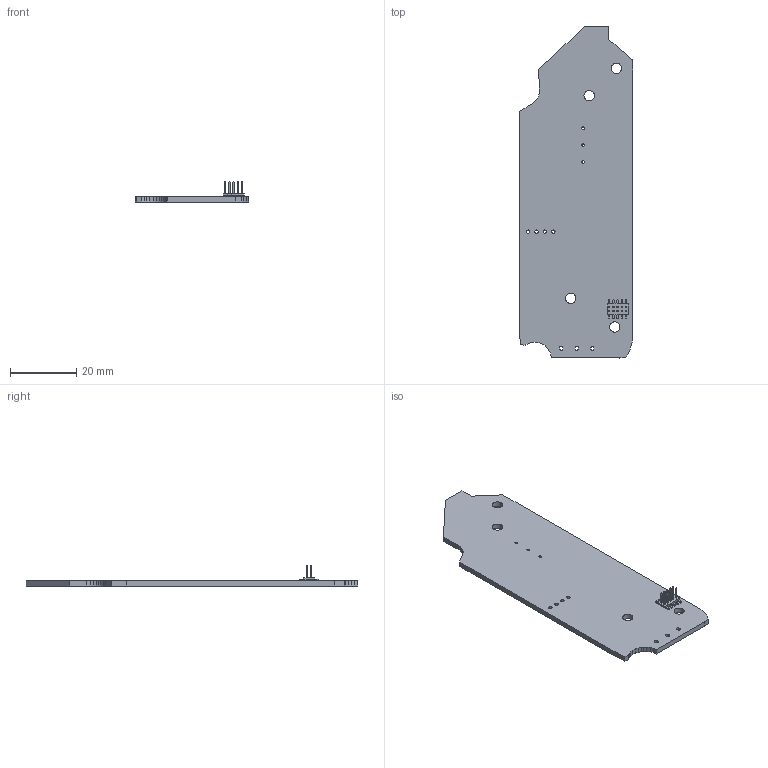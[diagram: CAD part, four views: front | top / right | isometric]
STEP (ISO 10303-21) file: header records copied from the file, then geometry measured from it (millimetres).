
FILE_DESCRIPTION(('KiCad electronic assembly'),'2;1');
FILE_NAME('eBoard_remote_control.step','2019-02-22T20:38:37',( 'An Author'),('A Company'),'Open CASCADE STEP processor 6.8', 'KiCad to STEP converter','Unknown');
FILE_SCHEMA(('AUTOMOTIVE_DESIGN_CC2 { 1 2 10303 214 -1 1 5 4 }'));
Length unit declared in the file: millimetre
Products named in the file (4): Open CASCADE STEP translator 6.8 1; PinHeader_2x05_P1.27mm_Vertical_SMD; SOLID; COMPOUND
Assembly tree (3 placements, depth 3):
  Open CASCADE STEP translator 6.8 1
    PinHeader_2x05_P1.27mm_Vertical_SMD
      SOLID
    COMPOUND
Bounding box: 34.04 x 99.95 x 6.05 mm (x, y, z)
Volume: 4877.7 mm3; surface area: 6720.2 mm2
Topology: 2 solids, 2 shells, 285 faces, 733 edges, 462 vertices
Faces by surface type: plane 258, cylinder 27
Full cylindrical faces by diameter (mm): 0.8 x3, 1 x4, 3.105 x1, 3.108 x2, 3.137 x1
Entity records: 20538 total; most frequent: CARTESIAN_POINT 3910, DIRECTION 2791, LINE 2051, VECTOR 2051, ORIENTED_EDGE 1466, PCURVE 1466, DEFINITIONAL_REPRESENTATION 1466, EDGE_CURVE 733
